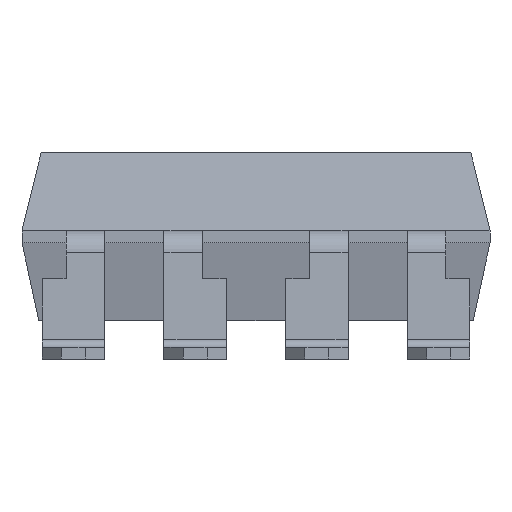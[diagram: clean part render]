
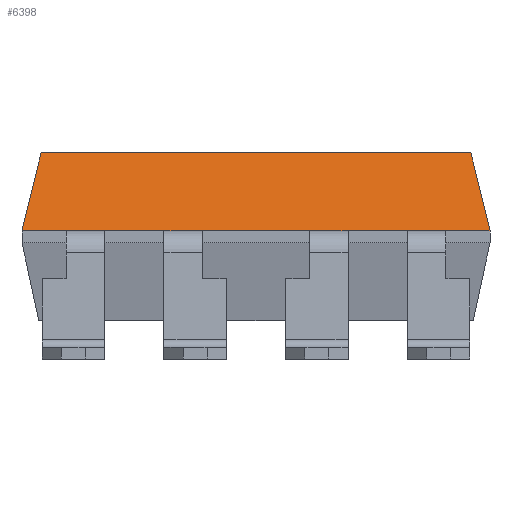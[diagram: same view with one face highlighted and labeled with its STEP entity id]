
A CAD part, front view. The second image highlights one B-rep face of the part: STEP entity #6398.
In plain terms, the highlighted planar face has unit normal (0, -0.971, 0.239).
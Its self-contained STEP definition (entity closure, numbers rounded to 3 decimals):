
#575=ORIENTED_EDGE('',*,*,#2008,.T.);
#576=ORIENTED_EDGE('',*,*,#2010,.T.);
#577=ORIENTED_EDGE('',*,*,#2076,.T.);
#578=ORIENTED_EDGE('',*,*,#2037,.T.);
#579=ORIENTED_EDGE('',*,*,#2044,.T.);
#580=ORIENTED_EDGE('',*,*,#2032,.F.);
#581=ORIENTED_EDGE('',*,*,#2075,.T.);
#582=ORIENTED_EDGE('',*,*,#2047,.T.);
#583=ORIENTED_EDGE('',*,*,#2058,.T.);
#584=ORIENTED_EDGE('',*,*,#2054,.F.);
#585=ORIENTED_EDGE('',*,*,#2074,.T.);
#586=ORIENTED_EDGE('',*,*,#2079,.F.);
#587=ORIENTED_EDGE('',*,*,#1944,.F.);
#588=ORIENTED_EDGE('',*,*,#2080,.F.);
#589=ORIENTED_EDGE('',*,*,#2070,.T.);
#590=ORIENTED_EDGE('',*,*,#2019,.F.);
#591=ORIENTED_EDGE('',*,*,#2015,.T.);
#592=ORIENTED_EDGE('',*,*,#2024,.T.);
#593=ORIENTED_EDGE('',*,*,#2069,.T.);
#594=ORIENTED_EDGE('',*,*,#2000,.F.);
#1944=EDGE_CURVE('',#2724,#2726,#3200,.T.);
#2000=EDGE_CURVE('',#2781,#2782,#3219,.T.);
#2008=EDGE_CURVE('',#2781,#2787,#3227,.T.);
#2010=EDGE_CURVE('',#2787,#2788,#3229,.T.);
#2015=EDGE_CURVE('',#2793,#2792,#3234,.T.);
#2019=EDGE_CURVE('',#2793,#2796,#3238,.T.);
#2024=EDGE_CURVE('',#2792,#2800,#3243,.T.);
#2032=EDGE_CURVE('',#2805,#2806,#3251,.T.);
#2037=EDGE_CURVE('',#2811,#2810,#3256,.T.);
#2044=EDGE_CURVE('',#2810,#2806,#3263,.T.);
#2047=EDGE_CURVE('',#2817,#2816,#3266,.T.);
#2054=EDGE_CURVE('',#2823,#2824,#3273,.T.);
#2058=EDGE_CURVE('',#2816,#2824,#3277,.T.);
#2069=EDGE_CURVE('',#2800,#2782,#3288,.T.);
#2070=EDGE_CURVE('',#2830,#2796,#3289,.T.);
#2074=EDGE_CURVE('',#2823,#2833,#3293,.T.);
#2075=EDGE_CURVE('',#2805,#2817,#3294,.T.);
#2076=EDGE_CURVE('',#2788,#2811,#3295,.T.);
#2079=EDGE_CURVE('',#2726,#2833,#3298,.T.);
#2080=EDGE_CURVE('',#2830,#2724,#3299,.T.);
#2724=VERTEX_POINT('',#8625);
#2726=VERTEX_POINT('',#8628);
#2781=VERTEX_POINT('',#9135);
#2782=VERTEX_POINT('',#9137);
#2787=VERTEX_POINT('',#9151);
#2788=VERTEX_POINT('',#9155);
#2792=VERTEX_POINT('',#9165);
#2793=VERTEX_POINT('',#9167);
#2796=VERTEX_POINT('',#9175);
#2800=VERTEX_POINT('',#9184);
#2805=VERTEX_POINT('',#9199);
#2806=VERTEX_POINT('',#9201);
#2810=VERTEX_POINT('',#9210);
#2811=VERTEX_POINT('',#9212);
#2816=VERTEX_POINT('',#9229);
#2817=VERTEX_POINT('',#9231);
#2823=VERTEX_POINT('',#9244);
#2824=VERTEX_POINT('',#9246);
#2830=VERTEX_POINT('',#9272);
#2833=VERTEX_POINT('',#9278);
#3200=LINE('',#8627,#3745);
#3219=LINE('',#9136,#3764);
#3227=LINE('',#9152,#3772);
#3229=LINE('',#9156,#3774);
#3234=LINE('',#9166,#3779);
#3238=LINE('',#9174,#3783);
#3243=LINE('',#9185,#3788);
#3251=LINE('',#9200,#3796);
#3256=LINE('',#9211,#3801);
#3263=LINE('',#9223,#3808);
#3266=LINE('',#9230,#3811);
#3273=LINE('',#9245,#3818);
#3277=LINE('',#9252,#3822);
#3288=LINE('',#9270,#3833);
#3289=LINE('',#9271,#3834);
#3293=LINE('',#9279,#3838);
#3294=LINE('',#9280,#3839);
#3295=LINE('',#9281,#3840);
#3298=LINE('',#9286,#3843);
#3299=LINE('',#9287,#3844);
#3745=VECTOR('',#7051,1000.);
#3764=VECTOR('',#7074,1000.);
#3772=VECTOR('',#7086,1000.);
#3774=VECTOR('',#7090,1000.);
#3779=VECTOR('',#7097,1000.);
#3783=VECTOR('',#7103,1000.);
#3788=VECTOR('',#7110,1000.);
#3796=VECTOR('',#7122,1000.);
#3801=VECTOR('',#7129,1000.);
#3808=VECTOR('',#7140,1000.);
#3811=VECTOR('',#7145,1000.);
#3818=VECTOR('',#7154,1000.);
#3822=VECTOR('',#7160,1000.);
#3833=VECTOR('',#7177,1000.);
#3834=VECTOR('',#7178,1000.);
#3838=VECTOR('',#7182,1000.);
#3839=VECTOR('',#7183,1000.);
#3840=VECTOR('',#7184,1000.);
#3843=VECTOR('',#7191,1000.);
#3844=VECTOR('',#7192,1000.);
#4315=EDGE_LOOP('',(#575,#576,#577,#578,#579,#580,#581,#582,#583,#584,#585,
#586,#587,#588,#589,#590,#591,#592,#593,#594));
#4648=FACE_BOUND('',#4315,.T.);
#4963=PLANE('',#6719);
#6398=ADVANCED_FACE('',(#4648),#4963,.F.);
#6719=AXIS2_PLACEMENT_3D('',#9285,#7189,#7190);
#7051=DIRECTION('',(1.,0.,0.));
#7074=DIRECTION('',(0.,-0.239,-0.971));
#7086=DIRECTION('',(1.,0.,0.));
#7090=DIRECTION('',(0.,-0.239,-0.971));
#7097=DIRECTION('',(1.,0.,0.));
#7103=DIRECTION('',(0.,-0.239,-0.971));
#7110=DIRECTION('',(0.,-0.239,-0.971));
#7122=DIRECTION('',(0.,0.239,0.971));
#7129=DIRECTION('',(0.,0.239,0.971));
#7140=DIRECTION('',(1.,0.,0.));
#7145=DIRECTION('',(0.,0.239,0.971));
#7154=DIRECTION('',(0.,0.239,0.971));
#7160=DIRECTION('',(1.,0.,0.));
#7177=DIRECTION('',(1.,0.,0.));
#7178=DIRECTION('',(1.,0.,0.));
#7182=DIRECTION('',(1.,0.,0.));
#7183=DIRECTION('',(1.,0.,0.));
#7184=DIRECTION('',(1.,0.,0.));
#7189=DIRECTION('',(0.,0.971,-0.239));
#7190=DIRECTION('',(0.,0.239,0.971));
#7191=DIRECTION('',(0.232,-0.232,-0.944));
#7192=DIRECTION('',(0.232,0.232,0.944));
#8625=CARTESIAN_POINT('',(-4.48,-2.9,3.5));
#8627=CARTESIAN_POINT('',(-4.88,-2.9,3.5));
#8628=CARTESIAN_POINT('',(4.48,-2.9,3.5));
#9135=CARTESIAN_POINT('',(-1.92,-3.299,1.877));
#9136=CARTESIAN_POINT('',(-1.92,-3.3,1.875));
#9137=CARTESIAN_POINT('',(-1.92,-3.3,1.875));
#9151=CARTESIAN_POINT('',(-1.12,-3.299,1.877));
#9152=CARTESIAN_POINT('',(-4.88,-3.299,1.877));
#9155=CARTESIAN_POINT('',(-1.12,-3.3,1.875));
#9156=CARTESIAN_POINT('',(-1.12,-3.3,1.875));
#9165=CARTESIAN_POINT('',(-3.16,-3.299,1.877));
#9166=CARTESIAN_POINT('',(-4.88,-3.299,1.877));
#9167=CARTESIAN_POINT('',(-3.96,-3.299,1.877));
#9174=CARTESIAN_POINT('',(-3.96,-3.3,1.875));
#9175=CARTESIAN_POINT('',(-3.96,-3.3,1.875));
#9184=CARTESIAN_POINT('',(-3.16,-3.3,1.875));
#9185=CARTESIAN_POINT('',(-3.16,-3.3,1.875));
#9199=CARTESIAN_POINT('',(1.92,-3.3,1.875));
#9200=CARTESIAN_POINT('',(1.92,-3.3,1.875));
#9201=CARTESIAN_POINT('',(1.92,-3.299,1.877));
#9210=CARTESIAN_POINT('',(1.12,-3.299,1.877));
#9211=CARTESIAN_POINT('',(1.12,-3.3,1.875));
#9212=CARTESIAN_POINT('',(1.12,-3.3,1.875));
#9223=CARTESIAN_POINT('',(-4.88,-3.299,1.877));
#9229=CARTESIAN_POINT('',(3.16,-3.299,1.877));
#9230=CARTESIAN_POINT('',(3.16,-3.3,1.875));
#9231=CARTESIAN_POINT('',(3.16,-3.3,1.875));
#9244=CARTESIAN_POINT('',(3.96,-3.3,1.875));
#9245=CARTESIAN_POINT('',(3.96,-3.3,1.875));
#9246=CARTESIAN_POINT('',(3.96,-3.299,1.877));
#9252=CARTESIAN_POINT('',(-4.88,-3.299,1.877));
#9270=CARTESIAN_POINT('',(-4.88,-3.3,1.875));
#9271=CARTESIAN_POINT('',(-4.88,-3.3,1.875));
#9272=CARTESIAN_POINT('',(-4.88,-3.3,1.875));
#9278=CARTESIAN_POINT('',(4.88,-3.3,1.875));
#9279=CARTESIAN_POINT('',(-4.88,-3.3,1.875));
#9280=CARTESIAN_POINT('',(-4.88,-3.3,1.875));
#9281=CARTESIAN_POINT('',(-4.88,-3.3,1.875));
#9285=CARTESIAN_POINT('',(-4.88,-3.3,1.875));
#9286=CARTESIAN_POINT('',(4.88,-3.3,1.875));
#9287=CARTESIAN_POINT('',(-4.88,-3.3,1.875));
